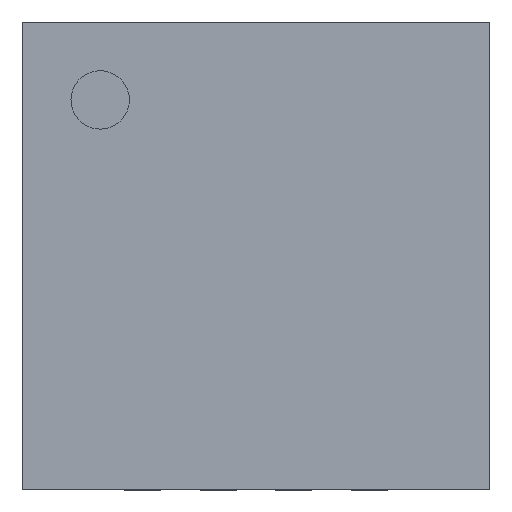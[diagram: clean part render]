
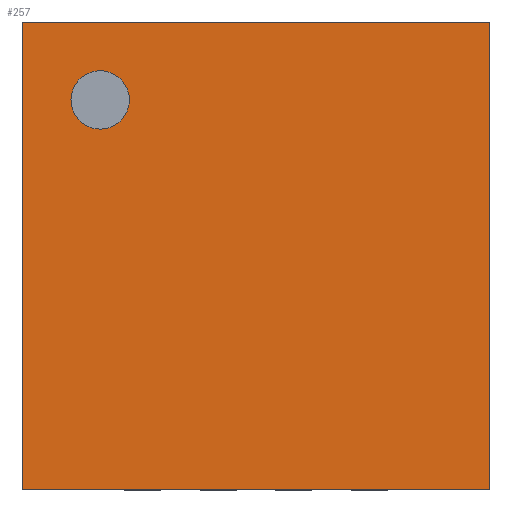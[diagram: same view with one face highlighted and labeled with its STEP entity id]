
A CAD part, top view. The second image highlights one B-rep face of the part: STEP entity #257.
In plain terms, the highlighted planar face has unit normal (0, 0, 1).
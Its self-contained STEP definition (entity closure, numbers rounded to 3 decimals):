
#193 = VERTEX_POINT('',#194);
#194 = CARTESIAN_POINT('',(0.,0.,1.));
#209 = VERTEX_POINT('',#210);
#210 = CARTESIAN_POINT('',(0.,3.1,1.));
#216 = EDGE_CURVE('',#193,#209,#217,.T.);
#217 = LINE('',#218,#219);
#218 = CARTESIAN_POINT('',(0.,0.,1.));
#219 = VECTOR('',#220,1.);
#220 = DIRECTION('',(-0.,1.,0.));
#239 = EDGE_CURVE('',#193,#240,#242,.T.);
#240 = VERTEX_POINT('',#241);
#241 = CARTESIAN_POINT('',(3.1,0.,1.));
#242 = LINE('',#243,#244);
#243 = CARTESIAN_POINT('',(0.,0.,1.));
#244 = VECTOR('',#245,1.);
#245 = DIRECTION('',(1.,0.,-0.));
#257 = ADVANCED_FACE('',(#258,#276),#287,.T.);
#258 = FACE_BOUND('',#259,.T.);
#259 = EDGE_LOOP('',(#260,#261,#262,#270));
#260 = ORIENTED_EDGE('',*,*,#216,.F.);
#261 = ORIENTED_EDGE('',*,*,#239,.T.);
#262 = ORIENTED_EDGE('',*,*,#263,.T.);
#263 = EDGE_CURVE('',#240,#264,#266,.T.);
#264 = VERTEX_POINT('',#265);
#265 = CARTESIAN_POINT('',(3.1,3.1,1.));
#266 = LINE('',#267,#268);
#267 = CARTESIAN_POINT('',(3.1,0.,1.));
#268 = VECTOR('',#269,1.);
#269 = DIRECTION('',(-0.,1.,0.));
#270 = ORIENTED_EDGE('',*,*,#271,.F.);
#271 = EDGE_CURVE('',#209,#264,#272,.T.);
#272 = LINE('',#273,#274);
#273 = CARTESIAN_POINT('',(0.,3.1,1.));
#274 = VECTOR('',#275,1.);
#275 = DIRECTION('',(1.,0.,-0.));
#276 = FACE_BOUND('',#277,.T.);
#277 = EDGE_LOOP('',(#278));
#278 = ORIENTED_EDGE('',*,*,#279,.F.);
#279 = EDGE_CURVE('',#280,#280,#282,.T.);
#280 = VERTEX_POINT('',#281);
#281 = CARTESIAN_POINT('',(0.71,2.583,1.));
#282 = CIRCLE('',#283,0.194);
#283 = AXIS2_PLACEMENT_3D('',#284,#285,#286);
#284 = CARTESIAN_POINT('',(0.517,2.583,1.));
#285 = DIRECTION('',(0.,0.,1.));
#286 = DIRECTION('',(1.,0.,-0.));
#287 = PLANE('',#288);
#288 = AXIS2_PLACEMENT_3D('',#289,#290,#291);
#289 = CARTESIAN_POINT('',(0.,0.,1.));
#290 = DIRECTION('',(0.,0.,1.));
#291 = DIRECTION('',(1.,0.,-0.));
